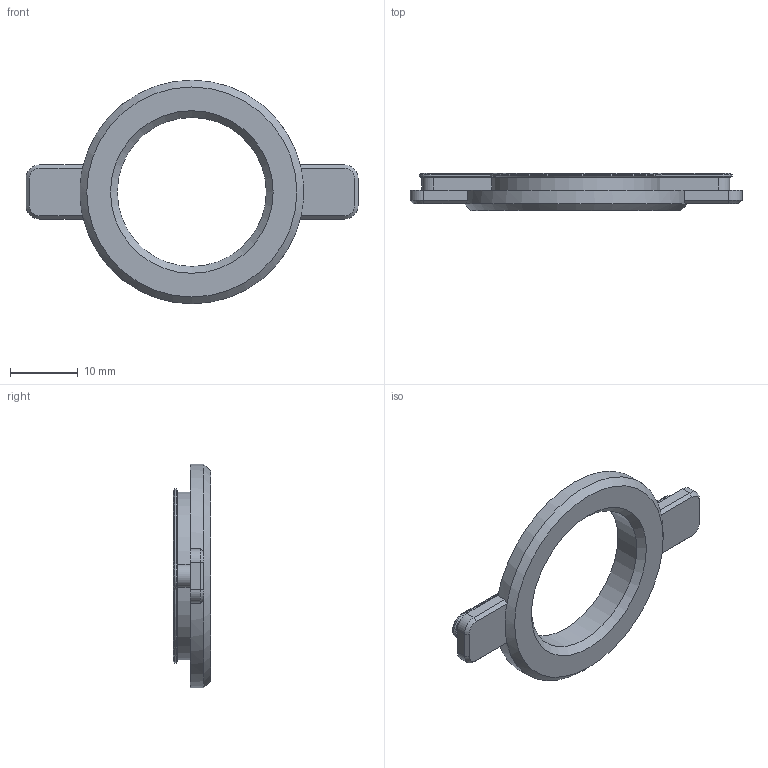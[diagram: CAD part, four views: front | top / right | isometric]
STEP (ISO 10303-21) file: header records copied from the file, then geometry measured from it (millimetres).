
FILE_DESCRIPTION(/* description */ (''),/* implementation_level */ '2;1');
FILE_NAME(/* name */ 'コンポーネント1.step',/* time_stamp */ '2022-07-24T15:07:27+09:00',/* author */ (''),/* organization */ (''),/* preprocessor_version */ 'ST-DEVELOPER v19',/* originating_system */ 'Autodesk Translation Framework v11.7.0.108',/* authorisation */ '');
FILE_SCHEMA (('AUTOMOTIVE_DESIGN { 1 0 10303 214 3 1 1 }'));
Length unit declared in the file: millimetre
Products named in the file (1): Fusion コンポーネント
Bounding box: 49 x 5.5 x 33 mm (x, y, z)
Volume: 2038.1 mm3; surface area: 2173.6 mm2
Topology: 1 solids, 1 shells, 65 faces, 153 edges, 92 vertices
Faces by surface type: plane 34, cone 15, cylinder 15, bspline 1
Full cylindrical faces by diameter (mm): 22 x1
Entity records: 1909 total; most frequent: CARTESIAN_POINT 361, DIRECTION 330, ORIENTED_EDGE 306, EDGE_CURVE 153, AXIS2_PLACEMENT_3D 120, VERTEX_POINT 92, LINE 90, VECTOR 90
